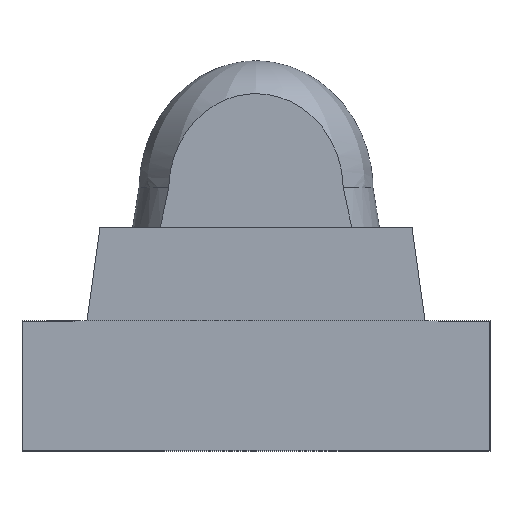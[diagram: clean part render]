
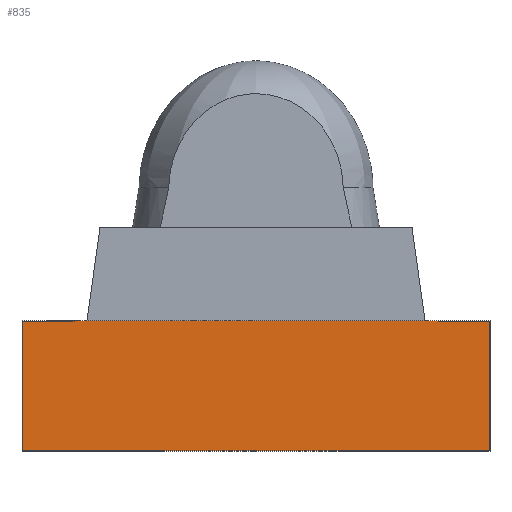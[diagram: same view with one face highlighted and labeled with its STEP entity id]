
A CAD part, top view. The second image highlights one B-rep face of the part: STEP entity #835.
In plain terms, the highlighted planar face has unit normal (0, 0, 1).
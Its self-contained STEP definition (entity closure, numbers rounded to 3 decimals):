
#157 = EDGE_CURVE('',#158,#160,#162,.T.);
#158 = VERTEX_POINT('',#159);
#159 = CARTESIAN_POINT('',(-0.457,-0.217,0.61
    ));
#160 = VERTEX_POINT('',#161);
#161 = CARTESIAN_POINT('',(-0.457,-0.216,0.61
    ));
#162 = LINE('',#163,#164);
#163 = CARTESIAN_POINT('',(-0.457,0.283,0.61)
  );
#164 = VECTOR('',#165,1.);
#165 = DIRECTION('',(0.,1.,0.));
#221 = VERTEX_POINT('',#222);
#222 = CARTESIAN_POINT('',(-0.257,-0.216,0.61
    ));
#228 = EDGE_CURVE('',#160,#221,#229,.T.);
#229 = LINE('',#230,#231);
#230 = CARTESIAN_POINT('',(0.892,-0.216,0.61)
  );
#231 = VECTOR('',#232,1.);
#232 = DIRECTION('',(1.,0.,0.));
#268 = EDGE_CURVE('',#269,#271,#273,.T.);
#269 = VERTEX_POINT('',#270);
#270 = CARTESIAN_POINT('',(0.593,-0.217,0.61)
  );
#271 = VERTEX_POINT('',#272);
#272 = CARTESIAN_POINT('',(-0.257,-0.217,0.61
    ));
#273 = LINE('',#274,#275);
#274 = CARTESIAN_POINT('',(0.593,-0.217,0.61)
  );
#275 = VECTOR('',#276,1.);
#276 = DIRECTION('',(-1.,-0.,0.));
#324 = EDGE_CURVE('',#325,#269,#327,.T.);
#325 = VERTEX_POINT('',#326);
#326 = CARTESIAN_POINT('',(0.593,-0.216,0.61)
  );
#327 = LINE('',#328,#329);
#328 = CARTESIAN_POINT('',(0.593,-0.217,0.61)
  );
#329 = VECTOR('',#330,1.);
#330 = DIRECTION('',(0.,-1.,0.));
#349 = VERTEX_POINT('',#350);
#350 = CARTESIAN_POINT('',(0.892,-0.216,0.61)
  );
#356 = EDGE_CURVE('',#349,#325,#357,.T.);
#357 = LINE('',#358,#359);
#358 = CARTESIAN_POINT('',(0.593,-0.216,0.61)
  );
#359 = VECTOR('',#360,1.);
#360 = DIRECTION('',(-1.,-0.,0.));
#372 = EDGE_CURVE('',#373,#349,#375,.T.);
#373 = VERTEX_POINT('',#374);
#374 = CARTESIAN_POINT('',(0.892,0.282,0.61)
  );
#375 = LINE('',#376,#377);
#376 = CARTESIAN_POINT('',(0.892,-0.216,0.61)
  );
#377 = VECTOR('',#378,1.);
#378 = DIRECTION('',(0.,-1.,0.));
#398 = VERTEX_POINT('',#399);
#399 = CARTESIAN_POINT('',(0.693,0.282,0.61)
  );
#405 = EDGE_CURVE('',#398,#373,#406,.T.);
#406 = LINE('',#407,#408);
#407 = CARTESIAN_POINT('',(0.693,0.282,0.61)
  );
#408 = VECTOR('',#409,1.);
#409 = DIRECTION('',(1.,0.,0.));
#420 = EDGE_CURVE('',#421,#398,#423,.T.);
#421 = VERTEX_POINT('',#422);
#422 = CARTESIAN_POINT('',(0.693,0.283,0.61)
  );
#423 = LINE('',#424,#425);
#424 = CARTESIAN_POINT('',(0.693,0.282,0.61)
  );
#425 = VECTOR('',#426,1.);
#426 = DIRECTION('',(0.,-1.,0.));
#581 = VERTEX_POINT('',#582);
#582 = CARTESIAN_POINT('',(-0.707,0.283,0.61)
  );
#588 = EDGE_CURVE('',#581,#421,#589,.T.);
#589 = LINE('',#590,#591);
#590 = CARTESIAN_POINT('',(-0.807,0.283,0.61)
  );
#591 = VECTOR('',#592,1.);
#592 = DIRECTION('',(1.,0.,0.));
#626 = EDGE_CURVE('',#627,#629,#631,.T.);
#627 = VERTEX_POINT('',#628);
#628 = CARTESIAN_POINT('',(-0.906,0.282,0.61)
  );
#629 = VERTEX_POINT('',#630);
#630 = CARTESIAN_POINT('',(-0.707,0.282,0.61)
  );
#631 = LINE('',#632,#633);
#632 = CARTESIAN_POINT('',(-0.906,0.282,0.61)
  );
#633 = VECTOR('',#634,1.);
#634 = DIRECTION('',(1.,0.,0.));
#684 = VERTEX_POINT('',#685);
#685 = CARTESIAN_POINT('',(-0.906,-0.216,0.61
    ));
#691 = EDGE_CURVE('',#684,#627,#692,.T.);
#692 = LINE('',#693,#694);
#693 = CARTESIAN_POINT('',(-0.906,-0.216,0.61
    ));
#694 = VECTOR('',#695,1.);
#695 = DIRECTION('',(0.,1.,0.));
#707 = VERTEX_POINT('',#708);
#708 = CARTESIAN_POINT('',(-0.607,-0.216,0.61
    ));
#714 = EDGE_CURVE('',#707,#684,#715,.T.);
#715 = LINE('',#716,#717);
#716 = CARTESIAN_POINT('',(-0.906,-0.216,0.61
    ));
#717 = VECTOR('',#718,1.);
#718 = DIRECTION('',(-1.,-0.,0.));
#732 = VERTEX_POINT('',#733);
#733 = CARTESIAN_POINT('',(-0.607,-0.217,0.61
    ));
#739 = EDGE_CURVE('',#732,#707,#740,.T.);
#740 = LINE('',#741,#742);
#741 = CARTESIAN_POINT('',(-0.607,-0.217,0.61
    ));
#742 = VECTOR('',#743,1.);
#743 = DIRECTION('',(0.,1.,0.));
#757 = EDGE_CURVE('',#158,#732,#758,.T.);
#758 = LINE('',#759,#760);
#759 = CARTESIAN_POINT('',(-0.457,-0.217,0.61
    ));
#760 = VECTOR('',#761,1.);
#761 = DIRECTION('',(-1.,-0.,0.));
#795 = EDGE_CURVE('',#271,#221,#796,.T.);
#796 = LINE('',#797,#798);
#797 = CARTESIAN_POINT('',(-0.257,-0.217,0.61
    ));
#798 = VECTOR('',#799,1.);
#799 = DIRECTION('',(0.,1.,0.));
#835 = ADVANCED_FACE('',(#836),#859,.T.);
#836 = FACE_BOUND('',#837,.T.);
#837 = EDGE_LOOP('',(#838,#839,#840,#841,#842,#843,#844,#845,#846,#847,
    #848,#854,#855,#856,#857,#858));
#838 = ORIENTED_EDGE('',*,*,#157,.T.);
#839 = ORIENTED_EDGE('',*,*,#228,.T.);
#840 = ORIENTED_EDGE('',*,*,#795,.F.);
#841 = ORIENTED_EDGE('',*,*,#268,.F.);
#842 = ORIENTED_EDGE('',*,*,#324,.F.);
#843 = ORIENTED_EDGE('',*,*,#356,.F.);
#844 = ORIENTED_EDGE('',*,*,#372,.F.);
#845 = ORIENTED_EDGE('',*,*,#405,.F.);
#846 = ORIENTED_EDGE('',*,*,#420,.F.);
#847 = ORIENTED_EDGE('',*,*,#588,.F.);
#848 = ORIENTED_EDGE('',*,*,#849,.T.);
#849 = EDGE_CURVE('',#581,#629,#850,.T.);
#850 = LINE('',#851,#852);
#851 = CARTESIAN_POINT('',(-0.707,0.283,0.61)
  );
#852 = VECTOR('',#853,1.);
#853 = DIRECTION('',(0.,-1.,0.));
#854 = ORIENTED_EDGE('',*,*,#626,.F.);
#855 = ORIENTED_EDGE('',*,*,#691,.F.);
#856 = ORIENTED_EDGE('',*,*,#714,.F.);
#857 = ORIENTED_EDGE('',*,*,#739,.F.);
#858 = ORIENTED_EDGE('',*,*,#757,.F.);
#859 = PLANE('',#860);
#860 = AXIS2_PLACEMENT_3D('',#861,#862,#863);
#861 = CARTESIAN_POINT('',(0.892,0.283,0.61)
  );
#862 = DIRECTION('',(0.,0.,1.));
#863 = DIRECTION('',(0.,-1.,0.));
